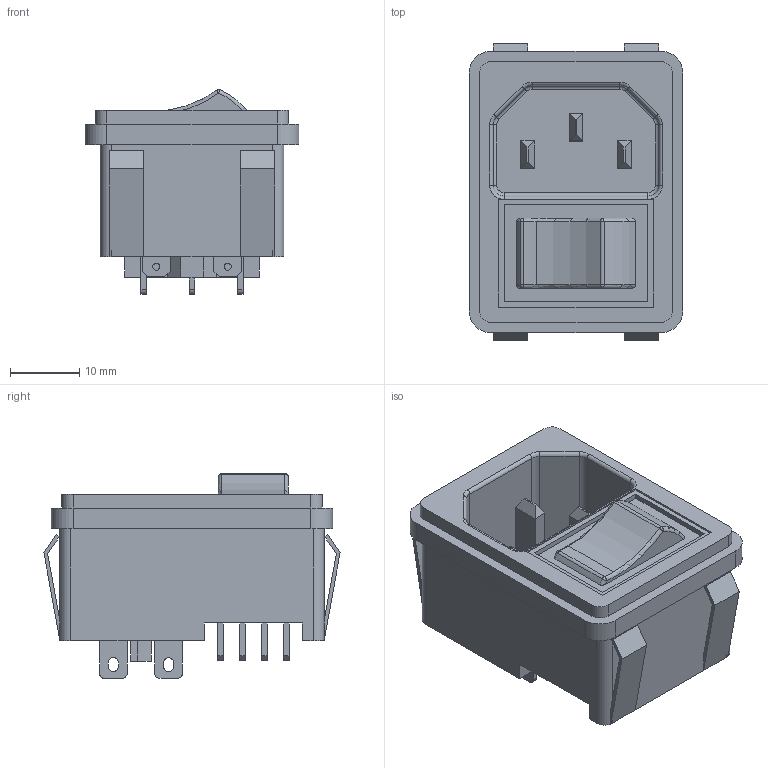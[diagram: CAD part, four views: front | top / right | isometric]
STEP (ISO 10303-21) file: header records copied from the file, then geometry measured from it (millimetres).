
FILE_DESCRIPTION (( 'STEP AP214' ), '1' );
FILE_NAME ('1D8FE73C-5B1A-4560-945B-2DF77581D3B5.STEP', '2008-11-06T18:55:14', ( 'sysAdmin' ), ( 'SolidWorks' ), 'SwSTEP 2.0', 'SolidWorks 2009', '' );
FILE_SCHEMA (( 'AUTOMOTIVE_DESIGN' ));
Length unit declared in the file: inch
Products named in the file (1): 1D8FE73C-5B1A-4560-945B-2DF77581D3B5
Bounding box: 31 x 42.93 x 29.7 mm (x, y, z)
Volume: 15939.6 mm3; surface area: 8201.5 mm2
Topology: 1 solids, 1 shells, 286 faces, 728 edges, 462 vertices
Faces by surface type: plane 202, cylinder 62, torus 18, sphere 4
Entity records: 10663 total; most frequent: CARTESIAN_POINT 1501, ORIENTED_EDGE 1448, DIRECTION 1444, EDGE_CURVE 724, LINE 570, VECTOR 570, VERTEX_POINT 462, AXIS2_PLACEMENT_3D 437
